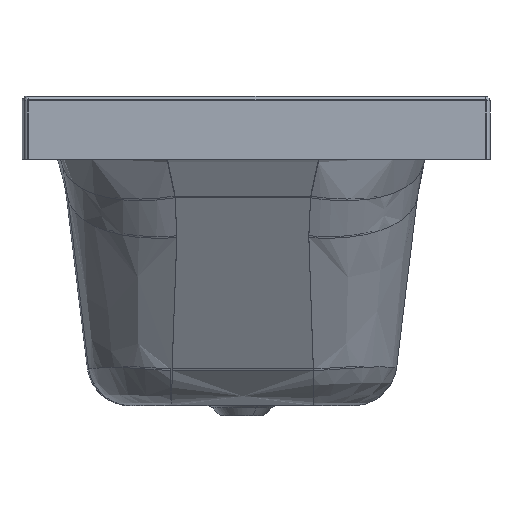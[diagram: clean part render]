
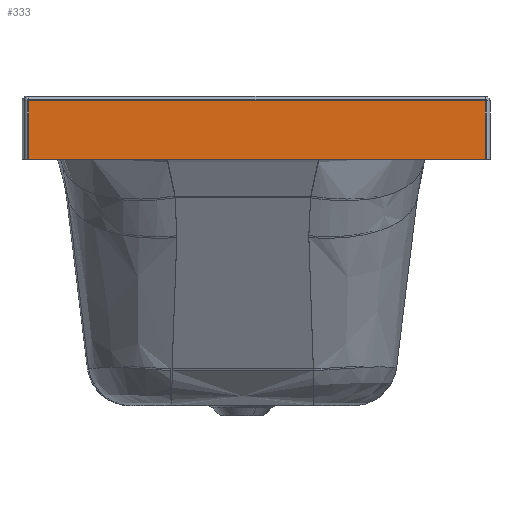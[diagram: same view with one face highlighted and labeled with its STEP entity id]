
A CAD part, left-side view. The second image highlights one B-rep face of the part: STEP entity #333.
In plain terms, the highlighted planar face has unit normal (-1, -0.002, 0).
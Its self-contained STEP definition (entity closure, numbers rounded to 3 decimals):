
#333=ADVANCED_FACE('',(#652),#4856,.T.);
#652=FACE_OUTER_BOUND('',#979,.T.);
#979=EDGE_LOOP('',(#2325,#2326,#2327,#2328));
#2325=ORIENTED_EDGE('',*,*,#3318,.F.);
#2326=ORIENTED_EDGE('',*,*,#3319,.F.);
#2327=ORIENTED_EDGE('',*,*,#3320,.F.);
#2328=ORIENTED_EDGE('',*,*,#3317,.F.);
#3317=EDGE_CURVE('',#4697,#4698,#3868,.T.);
#3318=EDGE_CURVE('',#4699,#4697,#3869,.T.);
#3319=EDGE_CURVE('',#4700,#4699,#3870,.T.);
#3320=EDGE_CURVE('',#4698,#4700,#3871,.T.);
#3868=B_SPLINE_CURVE_WITH_KNOTS('',1,(#20181,#20182),.UNSPECIFIED.,.F.,
 .F.,(2,2),(-686.,0.),.UNSPECIFIED.);
#3869=B_SPLINE_CURVE_WITH_KNOTS('',1,(#20183,#20184),.UNSPECIFIED.,.F.,
 .F.,(2,2),(0.,88.),.UNSPECIFIED.);
#3870=B_SPLINE_CURVE_WITH_KNOTS('',1,(#20185,#20186),.UNSPECIFIED.,.F.,
 .F.,(2,2),(0.,686.),.UNSPECIFIED.);
#3871=B_SPLINE_CURVE_WITH_KNOTS('',1,(#20187,#20188),.UNSPECIFIED.,.F.,
 .F.,(2,2),(-88.,0.),.UNSPECIFIED.);
#4697=VERTEX_POINT('',#19187);
#4698=VERTEX_POINT('',#19188);
#4699=VERTEX_POINT('',#19189);
#4700=VERTEX_POINT('',#19190);
#4856=PLANE('',#5137);
#5137=AXIS2_PLACEMENT_3D('',#13502,#5253,$);
#5253=DIRECTION('',(-1.,-0.002,0.));
#13502=CARTESIAN_POINT('',(-850.148,-458.178,-80.477));
#19187=CARTESIAN_POINT('',(-851.495,296.481,16.383));
#19188=CARTESIAN_POINT('',(-850.27,-389.518,16.383));
#19189=CARTESIAN_POINT('',(-851.495,296.481,-71.617));
#19190=CARTESIAN_POINT('',(-850.27,-389.518,-71.617));
#20181=CARTESIAN_POINT('',(-851.495,296.481,16.383));
#20182=CARTESIAN_POINT('',(-850.27,-389.518,16.383));
#20183=CARTESIAN_POINT('',(-851.495,296.481,-71.617));
#20184=CARTESIAN_POINT('',(-851.495,296.481,16.383));
#20185=CARTESIAN_POINT('',(-850.27,-389.518,-71.617));
#20186=CARTESIAN_POINT('',(-851.495,296.481,-71.617));
#20187=CARTESIAN_POINT('',(-850.27,-389.518,16.383));
#20188=CARTESIAN_POINT('',(-850.27,-389.518,-71.617));
